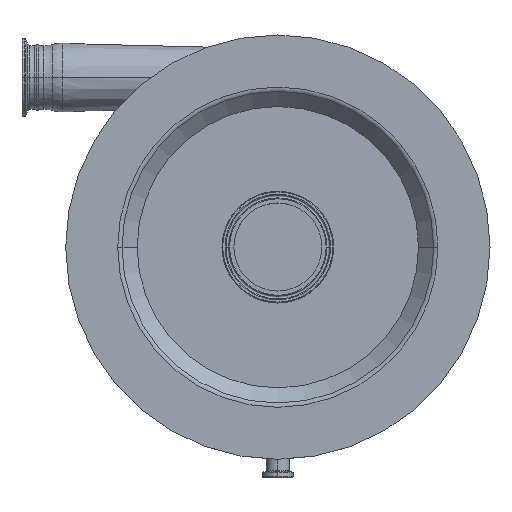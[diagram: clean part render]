
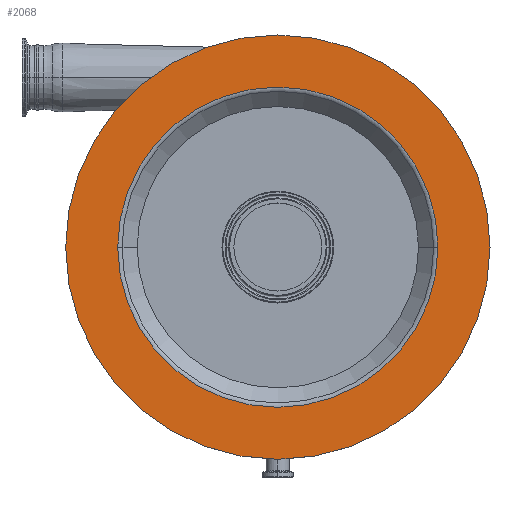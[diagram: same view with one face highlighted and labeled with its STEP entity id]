
A CAD part, top view. The second image highlights one B-rep face of the part: STEP entity #2068.
In plain terms, the highlighted planar face has unit normal (0, 0, 1).
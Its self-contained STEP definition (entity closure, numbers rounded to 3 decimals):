
#47 = CARTESIAN_POINT ( 'NONE',  ( 175., 0., 67. ) ) ;
#177 = VERTEX_POINT ( 'NONE', #9496 ) ;
#1230 = CARTESIAN_POINT ( 'NONE',  ( 0., 0., 67. ) ) ;
#2068 = ADVANCED_FACE ( 'NONE', ( #10815, #6046 ), #2723, .F. ) ;
#2723 = PLANE ( 'NONE',  #3771 ) ;
#3118 = AXIS2_PLACEMENT_3D ( 'NONE', #14624, #16114, #16540 ) ;
#3771 = AXIS2_PLACEMENT_3D ( 'NONE', #10915, #12583, #7826 ) ;
#4346 = DIRECTION ( 'NONE',  ( 0., 0., -1. ) ) ;
#4454 = DIRECTION ( 'NONE',  ( -1., 0., 0. ) ) ;
#5841 = CIRCLE ( 'NONE', #3118, 132.071 ) ;
#6046 = FACE_OUTER_BOUND ( 'NONE', #16563, .T. ) ;
#6209 = EDGE_CURVE ( 'NONE', #177, #7893, #20738, .T. ) ;
#6540 = AXIS2_PLACEMENT_3D ( 'NONE', #1230, #4346, #4454 ) ;
#6676 = VERTEX_POINT ( 'NONE', #13338 ) ;
#6739 = DIRECTION ( 'NONE',  ( 0., 0., -1. ) ) ;
#6940 = ORIENTED_EDGE ( 'NONE', *, *, #6209, .T. ) ;
#7081 = CARTESIAN_POINT ( 'NONE',  ( 132.071, 0., 67. ) ) ;
#7826 = DIRECTION ( 'NONE',  ( -1., 0., 0. ) ) ;
#7893 = VERTEX_POINT ( 'NONE', #7081 ) ;
#8325 = CARTESIAN_POINT ( 'NONE',  ( 0., 0., 67. ) ) ;
#8423 = DIRECTION ( 'NONE',  ( -1., 0., 0. ) ) ;
#9496 = CARTESIAN_POINT ( 'NONE',  ( -132.071, 0., 67. ) ) ;
#9573 = ORIENTED_EDGE ( 'NONE', *, *, #18271, .F. ) ;
#10257 = CIRCLE ( 'NONE', #13269, 175. ) ;
#10815 = FACE_BOUND ( 'NONE', #13970, .T. ) ;
#10915 = CARTESIAN_POINT ( 'NONE',  ( 0., 175., 67. ) ) ;
#12583 = DIRECTION ( 'NONE',  ( 0., 0., -1. ) ) ;
#13269 = AXIS2_PLACEMENT_3D ( 'NONE', #15523, #15324, #20113 ) ;
#13338 = CARTESIAN_POINT ( 'NONE',  ( -175., 0., 67. ) ) ;
#13970 = EDGE_LOOP ( 'NONE', ( #6940, #17766 ) ) ;
#14362 = ORIENTED_EDGE ( 'NONE', *, *, #17112, .F. ) ;
#14624 = CARTESIAN_POINT ( 'NONE',  ( 0., 0., 67. ) ) ;
#15324 = DIRECTION ( 'NONE',  ( 0., 0., -1. ) ) ;
#15523 = CARTESIAN_POINT ( 'NONE',  ( 0., 0., 67. ) ) ;
#15608 = AXIS2_PLACEMENT_3D ( 'NONE', #8325, #6739, #8423 ) ;
#16114 = DIRECTION ( 'NONE',  ( 0., 0., -1. ) ) ;
#16540 = DIRECTION ( 'NONE',  ( -1., 0., 0. ) ) ;
#16563 = EDGE_LOOP ( 'NONE', ( #14362, #9573 ) ) ;
#16968 = CIRCLE ( 'NONE', #15608, 175. ) ;
#17112 = EDGE_CURVE ( 'NONE', #6676, #17930, #16968, .T. ) ;
#17512 = EDGE_CURVE ( 'NONE', #7893, #177, #5841, .T. ) ;
#17766 = ORIENTED_EDGE ( 'NONE', *, *, #17512, .T. ) ;
#17930 = VERTEX_POINT ( 'NONE', #47 ) ;
#18271 = EDGE_CURVE ( 'NONE', #17930, #6676, #10257, .T. ) ;
#20113 = DIRECTION ( 'NONE',  ( -1., 0., 0. ) ) ;
#20738 = CIRCLE ( 'NONE', #6540, 132.071 ) ;
